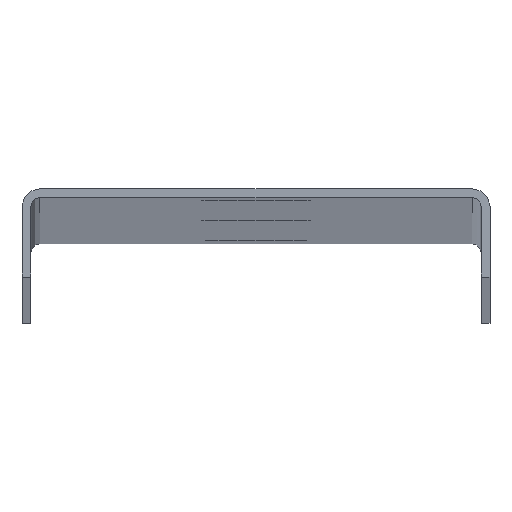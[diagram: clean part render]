
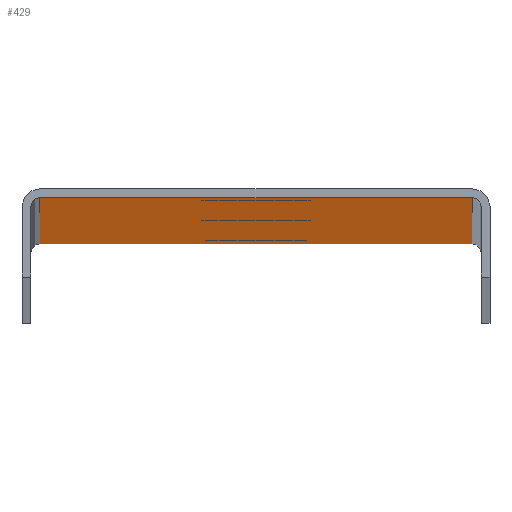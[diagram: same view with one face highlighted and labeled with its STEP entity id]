
A CAD part, top view. The second image highlights one B-rep face of the part: STEP entity #429.
In plain terms, the highlighted planar face has unit normal (0, -1, 0).
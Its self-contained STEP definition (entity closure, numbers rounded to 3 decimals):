
#36=DIRECTION('',(1.,0.,0.));
#37=VECTOR('',#36,49.);
#38=CARTESIAN_POINT('',(-24.5,9.,-1500.));
#39=LINE('',#38,#37);
#65=DIRECTION('',(0.,0.,1.));
#66=VECTOR('',#65,3000.);
#67=CARTESIAN_POINT('',(24.5,9.,-1500.));
#68=LINE('',#67,#66);
#69=DIRECTION('',(0.,0.,1.));
#70=VECTOR('',#69,3000.);
#71=CARTESIAN_POINT('',(-24.5,9.,-1500.));
#72=LINE('',#71,#70);
#73=CARTESIAN_POINT('',(0.,9.,1300.));
#74=DIRECTION('',(0.,-1.,0.));
#75=DIRECTION('',(1.,0.,0.));
#76=AXIS2_PLACEMENT_3D('',#73,#74,#75);
#78=CARTESIAN_POINT('',(0.,9.,1300.));
#79=DIRECTION('',(0.,-1.,0.));
#80=DIRECTION('',(-1.,0.,0.));
#81=AXIS2_PLACEMENT_3D('',#78,#79,#80);
#83=CARTESIAN_POINT('',(0.,9.,-1300.));
#84=DIRECTION('',(0.,1.,0.));
#85=DIRECTION('',(1.,0.,0.));
#86=AXIS2_PLACEMENT_3D('',#83,#84,#85);
#88=CARTESIAN_POINT('',(0.,9.,-1300.));
#89=DIRECTION('',(0.,1.,0.));
#90=DIRECTION('',(-1.,0.,0.));
#91=AXIS2_PLACEMENT_3D('',#88,#89,#90);
#93=CARTESIAN_POINT('',(0.,9.,0.));
#94=DIRECTION('',(0.,-1.,0.));
#95=DIRECTION('',(1.,0.,0.));
#96=AXIS2_PLACEMENT_3D('',#93,#94,#95);
#98=CARTESIAN_POINT('',(0.,9.,0.));
#99=DIRECTION('',(0.,-1.,0.));
#100=DIRECTION('',(-1.,0.,0.));
#101=AXIS2_PLACEMENT_3D('',#98,#99,#100);
#178=DIRECTION('',(1.,0.,0.));
#179=VECTOR('',#178,49.);
#180=CARTESIAN_POINT('',(-24.5,9.,1500.));
#181=LINE('',#180,#179);
#253=CARTESIAN_POINT('',(-24.5,9.,-1500.));
#254=VERTEX_POINT('',#253);
#255=CARTESIAN_POINT('',(24.5,9.,-1500.));
#256=VERTEX_POINT('',#255);
#277=CARTESIAN_POINT('',(-24.5,9.,1500.));
#278=VERTEX_POINT('',#277);
#279=CARTESIAN_POINT('',(24.5,9.,1500.));
#280=VERTEX_POINT('',#279);
#289=CARTESIAN_POINT('',(6.15,9.,1300.));
#290=CARTESIAN_POINT('',(-6.15,9.,1300.));
#291=VERTEX_POINT('',#289);
#292=VERTEX_POINT('',#290);
#294=CARTESIAN_POINT('',(6.15,9.,-1300.));
#296=VERTEX_POINT('',#294);
#298=CARTESIAN_POINT('',(-6.15,9.,-1300.));
#300=VERTEX_POINT('',#298);
#305=CARTESIAN_POINT('',(6.15,9.,0.));
#306=CARTESIAN_POINT('',(-6.15,9.,0.));
#307=VERTEX_POINT('',#305);
#308=VERTEX_POINT('',#306);
#398=CARTESIAN_POINT('',(-24.5,9.,-1500.));
#399=DIRECTION('',(0.,-1.,0.));
#400=DIRECTION('',(1.,0.,0.));
#401=AXIS2_PLACEMENT_3D('',#398,#399,#400);
#402=PLANE('',#401);
#403=ORIENTED_EDGE('',*,*,#330,.F.);
#405=ORIENTED_EDGE('',*,*,#404,.T.);
#407=ORIENTED_EDGE('',*,*,#406,.T.);
#408=ORIENTED_EDGE('',*,*,#390,.F.);
#409=EDGE_LOOP('',(#403,#405,#407,#408));
#410=FACE_OUTER_BOUND('',#409,.F.);
#412=ORIENTED_EDGE('',*,*,#411,.T.);
#414=ORIENTED_EDGE('',*,*,#413,.T.);
#415=EDGE_LOOP('',(#412,#414));
#416=FACE_BOUND('',#415,.F.);
#418=ORIENTED_EDGE('',*,*,#417,.F.);
#420=ORIENTED_EDGE('',*,*,#419,.F.);
#421=EDGE_LOOP('',(#418,#420));
#422=FACE_BOUND('',#421,.F.);
#424=ORIENTED_EDGE('',*,*,#423,.T.);
#426=ORIENTED_EDGE('',*,*,#425,.T.);
#427=EDGE_LOOP('',(#424,#426));
#428=FACE_BOUND('',#427,.F.);
#429=ADVANCED_FACE('',(#410,#416,#422,#428),#402,.T.);
#77=CIRCLE('',#76,6.15);
#82=CIRCLE('',#81,6.15);
#87=CIRCLE('',#86,6.15);
#92=CIRCLE('',#91,6.15);
#97=CIRCLE('',#96,6.15);
#102=CIRCLE('',#101,6.15);
#330=EDGE_CURVE('',#254,#256,#39,.T.);
#390=EDGE_CURVE('',#256,#280,#68,.T.);
#404=EDGE_CURVE('',#254,#278,#72,.T.);
#406=EDGE_CURVE('',#278,#280,#181,.T.);
#411=EDGE_CURVE('',#291,#292,#77,.T.);
#413=EDGE_CURVE('',#292,#291,#82,.T.);
#417=EDGE_CURVE('',#296,#300,#87,.T.);
#419=EDGE_CURVE('',#300,#296,#92,.T.);
#423=EDGE_CURVE('',#307,#308,#97,.T.);
#425=EDGE_CURVE('',#308,#307,#102,.T.);
